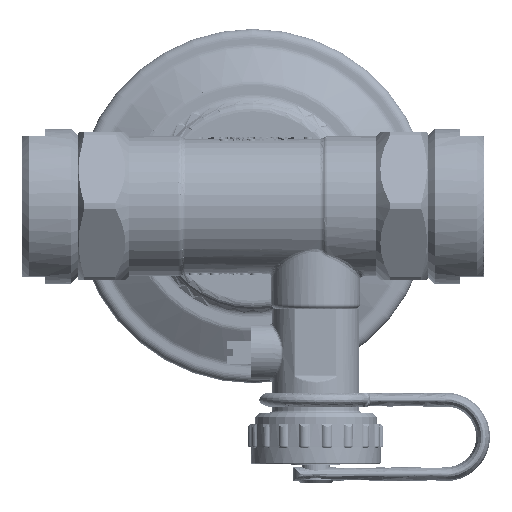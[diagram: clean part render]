
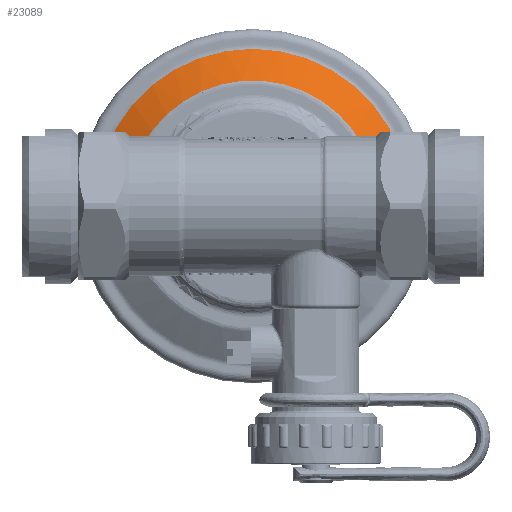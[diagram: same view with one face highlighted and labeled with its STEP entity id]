
A CAD part, front view. The second image highlights one B-rep face of the part: STEP entity #23089.
In plain terms, the highlighted conical face has half-angle 60 degrees and reference radius 30.354 mm.
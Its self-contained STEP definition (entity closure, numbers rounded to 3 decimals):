
#3628=CARTESIAN_POINT('',(-32.75,21.808,
0.));
#3836=DIRECTION('',(0.866,-0.5,0.));
#3837=VECTOR('',#3836,1.147);
#3838=CARTESIAN_POINT('',(-33.744,22.382,
0.));
#3839=LINE('',#3838,#3837);
#3931=DIRECTION('',(-0.868,0.497,0.003));
#3932=VECTOR('',#3931,4.118);
#3933=CARTESIAN_POINT('',(-26.682,18.468,3.892));
#3934=LINE('',#3933,#3932);
#3935=CARTESIAN_POINT('',(-32.751,21.828,1.466));
#3936=CARTESIAN_POINT('',(-32.75,21.815,
0.978));
#3937=CARTESIAN_POINT('',(-32.75,21.808,
0.489));
#3938=CARTESIAN_POINT('',(-32.75,21.808,
0.));
#3940=DIRECTION('',(-0.866,-0.5,0.));
#3941=VECTOR('',#3940,1.147);
#3942=CARTESIAN_POINT('',(33.744,22.382,0.));
#3943=LINE('',#3942,#3941);
#3944=CARTESIAN_POINT('',(32.75,21.808,
0.));
#3945=CARTESIAN_POINT('',(32.75,21.808,0.489));
#3946=CARTESIAN_POINT('',(32.75,21.815,0.978));
#3947=CARTESIAN_POINT('',(32.751,21.828,1.466));
#3949=CARTESIAN_POINT('',(32.751,21.828,1.466));
#3950=CARTESIAN_POINT('',(32.751,21.83,1.561));
#3951=CARTESIAN_POINT('',(32.74,21.829,1.752));
#3952=CARTESIAN_POINT('',(32.688,21.809,2.04));
#3953=CARTESIAN_POINT('',(32.599,21.769,2.324));
#3954=CARTESIAN_POINT('',(32.474,21.709,2.602));
#3955=CARTESIAN_POINT('',(32.311,21.628,2.865));
#3956=CARTESIAN_POINT('',(32.111,21.526,3.112));
#3957=CARTESIAN_POINT('',(31.874,21.403,3.335));
#3958=CARTESIAN_POINT('',(31.603,21.26,3.531));
#3959=CARTESIAN_POINT('',(31.299,21.096,3.693));
#3960=CARTESIAN_POINT('',(30.968,20.915,3.814));
#3961=CARTESIAN_POINT('',(30.618,20.719,3.888));
#3962=CARTESIAN_POINT('',(30.378,20.583,3.904));
#3963=CARTESIAN_POINT('',(30.256,20.513,3.904));
#3965=DIRECTION('',(-0.868,-0.497,-0.003));
#3966=VECTOR('',#3965,4.118);
#3967=CARTESIAN_POINT('',(30.256,20.513,3.904));
#3968=LINE('',#3967,#3966);
#3969=CARTESIAN_POINT('',(0.,18.468,0.));
#3970=DIRECTION('',(0.,1.,0.));
#3971=DIRECTION('',(-0.99,0.,0.144));
#3972=AXIS2_PLACEMENT_3D('',#3969,#3970,#3971);
#3996=CARTESIAN_POINT('',(26.682,18.468,3.892));
#4042=CARTESIAN_POINT('',(-26.682,18.468,3.892));
#4050=CARTESIAN_POINT('',(-32.751,21.828,1.466));
#4051=CARTESIAN_POINT('',(-32.751,21.833,1.643));
#4052=CARTESIAN_POINT('',(-32.716,21.823,1.989));
#4053=CARTESIAN_POINT('',(-32.524,21.734,2.531));
#4054=CARTESIAN_POINT('',(-32.261,21.603,2.95));
#4055=CARTESIAN_POINT('',(-31.881,21.407,3.349));
#4056=CARTESIAN_POINT('',(-31.409,21.156,3.654));
#4057=CARTESIAN_POINT('',(-30.893,20.874,3.848));
#4058=CARTESIAN_POINT('',(-30.478,20.64,3.905));
#4059=CARTESIAN_POINT('',(-30.256,20.513,3.904));
#4061=CARTESIAN_POINT('',(-30.256,20.513,3.904));
#4102=CARTESIAN_POINT('',(30.256,20.513,3.904));
#4115=CARTESIAN_POINT('',(0.,22.382,0.));
#4116=DIRECTION('',(0.,-1.,0.));
#4117=DIRECTION('',(1.,0.,0.));
#4118=AXIS2_PLACEMENT_3D('',#4115,#4116,#4117);
#4120=CARTESIAN_POINT('',(0.,22.382,0.));
#4121=DIRECTION('',(0.,-1.,0.));
#4122=DIRECTION('',(-1.,0.,0.006));
#4123=AXIS2_PLACEMENT_3D('',#4120,#4121,#4122);
#15773=VERTEX_POINT('',#3628);
#15774=VERTEX_POINT('',#3935);
#15879=VERTEX_POINT('',#4102);
#15880=VERTEX_POINT('',#3949);
#15881=VERTEX_POINT('',#3996);
#15902=VERTEX_POINT('',#4042);
#15903=VERTEX_POINT('',#4061);
#15904=CARTESIAN_POINT('',(-33.744,22.382,
0.));
#15905=VERTEX_POINT('',#15904);
#15906=CARTESIAN_POINT('',(33.744,22.382,0.));
#15907=CARTESIAN_POINT('',(-33.743,22.382,
0.206));
#15908=VERTEX_POINT('',#15906);
#15909=VERTEX_POINT('',#15907);
#15910=CARTESIAN_POINT('',(32.75,21.808,
0.));
#15911=VERTEX_POINT('',#15910);
#23065=CARTESIAN_POINT('',(0.,20.425,0.));
#23066=DIRECTION('',(0.,1.,0.));
#23067=DIRECTION('',(1.,0.,0.));
#23068=AXIS2_PLACEMENT_3D('',#23065,#23066,#23067);
#23069=CONICAL_SURFACE('',#23068,30.354,60.);
#23071=ORIENTED_EDGE('',*,*,#23070,.F.);
#23073=ORIENTED_EDGE('',*,*,#23072,.T.);
#23075=ORIENTED_EDGE('',*,*,#23074,.F.);
#23076=ORIENTED_EDGE('',*,*,#22468,.T.);
#23077=ORIENTED_EDGE('',*,*,#22906,.F.);
#23079=ORIENTED_EDGE('',*,*,#23078,.F.);
#23081=ORIENTED_EDGE('',*,*,#23080,.F.);
#23082=ORIENTED_EDGE('',*,*,#22900,.T.);
#23083=ORIENTED_EDGE('',*,*,#21514,.T.);
#23084=ORIENTED_EDGE('',*,*,#21569,.T.);
#23086=ORIENTED_EDGE('',*,*,#23085,.T.);
#23087=EDGE_LOOP('',(#23071,#23073,#23075,#23076,#23077,#23079,#23081,#23082,
#23083,#23084,#23086));
#23088=FACE_OUTER_BOUND('',#23087,.F.);
#23089=ADVANCED_FACE('',(#23088),#23069,.T.);
#3939=B_SPLINE_CURVE_WITH_KNOTS('',3,(#3935,#3936,#3937,#3938),.UNSPECIFIED.,
.F.,.F.,(4,4),(0.,1.),.UNSPECIFIED.);
#3948=B_SPLINE_CURVE_WITH_KNOTS('',3,(#3944,#3945,#3946,#3947),.UNSPECIFIED.,
.F.,.F.,(4,4),(0.,1.),.UNSPECIFIED.);
#3964=B_SPLINE_CURVE_WITH_KNOTS('',3,(#3949,#3950,#3951,#3952,#3953,#3954,#3955,
#3956,#3957,#3958,#3959,#3960,#3961,#3962,#3963),.UNSPECIFIED.,.F.,.F.,(4,1,1,1,
1,1,1,1,1,1,1,1,4),(0.,0.083,0.167,0.25,
0.333,0.417,0.5,0.583,0.667,
0.75,0.833,0.917,1.),.UNSPECIFIED.);
#3973=CIRCLE('',#3972,26.964);
#4060=B_SPLINE_CURVE_WITH_KNOTS('',3,(#4050,#4051,#4052,#4053,#4054,#4055,#4056,
#4057,#4058,#4059),.UNSPECIFIED.,.F.,.F.,(4,1,1,1,1,1,1,4),(0.,
0.143,0.286,0.429,0.571,
0.714,0.857,1.),.UNSPECIFIED.);
#4119=CIRCLE('',#4118,33.744);
#4124=CIRCLE('',#4123,33.744);
#21514=EDGE_CURVE('',#15911,#15880,#3948,.T.);
#21569=EDGE_CURVE('',#15880,#15879,#3964,.T.);
#22468=EDGE_CURVE('',#15774,#15773,#3939,.T.);
#22900=EDGE_CURVE('',#15908,#15911,#3943,.T.);
#22906=EDGE_CURVE('',#15905,#15773,#3839,.T.);
#23070=EDGE_CURVE('',#15902,#15881,#3973,.T.);
#23072=EDGE_CURVE('',#15902,#15903,#3934,.T.);
#23074=EDGE_CURVE('',#15774,#15903,#4060,.T.);
#23078=EDGE_CURVE('',#15909,#15905,#4124,.T.);
#23080=EDGE_CURVE('',#15908,#15909,#4119,.T.);
#23085=EDGE_CURVE('',#15879,#15881,#3968,.T.);
